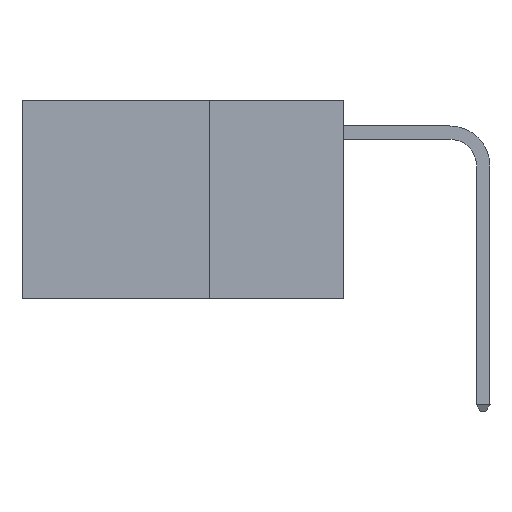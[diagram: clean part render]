
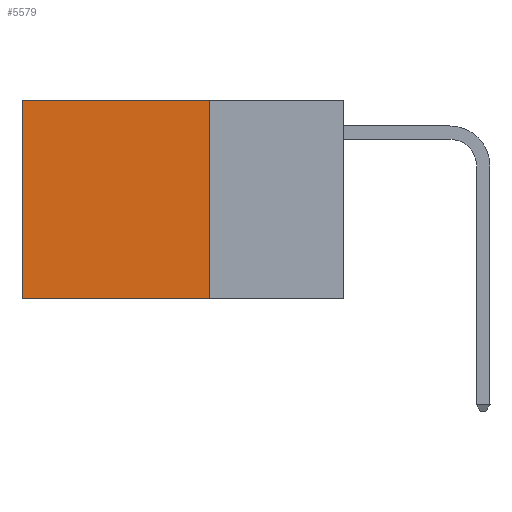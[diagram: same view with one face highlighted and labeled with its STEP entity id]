
A CAD part, left-side view. The second image highlights one B-rep face of the part: STEP entity #5579.
In plain terms, the highlighted planar face has unit normal (-1, 0, 0).
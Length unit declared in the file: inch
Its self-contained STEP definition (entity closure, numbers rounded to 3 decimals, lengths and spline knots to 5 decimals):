
#302 = LINE ( 'NONE', #905, #5889 ) ;
#372 = VERTEX_POINT ( 'NONE', #5699 ) ;
#653 = CARTESIAN_POINT ( 'NONE',  ( 0.2625, 0.25, 0. ) ) ;
#905 = CARTESIAN_POINT ( 'NONE',  ( 0.2625, 0.25, -0.37 ) ) ;
#927 = VERTEX_POINT ( 'NONE', #4134 ) ;
#1711 = AXIS2_PLACEMENT_3D ( 'NONE', #7411, #8784, #8834 ) ;
#1749 = DIRECTION ( 'NONE',  ( 0., 0., -1. ) ) ;
#1780 = PLANE ( 'NONE',  #1711 ) ;
#1915 = EDGE_CURVE ( 'NONE', #4972, #6326, #2584, .T. ) ;
#2092 = VECTOR ( 'NONE', #7419, 39.37008 ) ;
#2584 = LINE ( 'NONE', #6681, #2092 ) ;
#2903 = EDGE_LOOP ( 'NONE', ( #8441, #7321, #9065, #8058 ) ) ;
#3273 = FACE_OUTER_BOUND ( 'NONE', #2903, .T. ) ;
#3284 = CARTESIAN_POINT ( 'NONE',  ( 0.2625, 0.6, 0. ) ) ;
#3712 = DIRECTION ( 'NONE',  ( 0., 1., 0. ) ) ;
#4123 = LINE ( 'NONE', #6938, #4830 ) ;
#4134 = CARTESIAN_POINT ( 'NONE',  ( 0.2625, 0.25, -0.37 ) ) ;
#4142 = LINE ( 'NONE', #653, #7214 ) ;
#4786 = DIRECTION ( 'NONE',  ( 0., 0., -1. ) ) ;
#4830 = VECTOR ( 'NONE', #1749, 39.37008 ) ;
#4972 = VERTEX_POINT ( 'NONE', #6286 ) ;
#5579 = ADVANCED_FACE ( 'NONE', ( #3273 ), #1780, .F. ) ;
#5699 = CARTESIAN_POINT ( 'NONE',  ( 0.2625, 0.6, -0.37 ) ) ;
#5889 = VECTOR ( 'NONE', #3712, 39.37008 ) ;
#6265 = EDGE_CURVE ( 'NONE', #6326, #372, #4123, .T. ) ;
#6286 = CARTESIAN_POINT ( 'NONE',  ( 0.2625, 0.25, 0. ) ) ;
#6326 = VERTEX_POINT ( 'NONE', #3284 ) ;
#6681 = CARTESIAN_POINT ( 'NONE',  ( 0.2625, 0.25, 0. ) ) ;
#6938 = CARTESIAN_POINT ( 'NONE',  ( 0.2625, 0.6, 0. ) ) ;
#7013 = EDGE_CURVE ( 'NONE', #927, #372, #302, .T. ) ;
#7214 = VECTOR ( 'NONE', #4786, 39.37008 ) ;
#7321 = ORIENTED_EDGE ( 'NONE', *, *, #7013, .F. ) ;
#7411 = CARTESIAN_POINT ( 'NONE',  ( 0.2625, 0.25, 0. ) ) ;
#7419 = DIRECTION ( 'NONE',  ( 0., 1., 0. ) ) ;
#7548 = EDGE_CURVE ( 'NONE', #4972, #927, #4142, .T. ) ;
#8058 = ORIENTED_EDGE ( 'NONE', *, *, #1915, .T. ) ;
#8441 = ORIENTED_EDGE ( 'NONE', *, *, #6265, .T. ) ;
#8784 = DIRECTION ( 'NONE',  ( 1., 0., 0. ) ) ;
#8834 = DIRECTION ( 'NONE',  ( 0., 0., -1. ) ) ;
#9065 = ORIENTED_EDGE ( 'NONE', *, *, #7548, .F. ) ;
